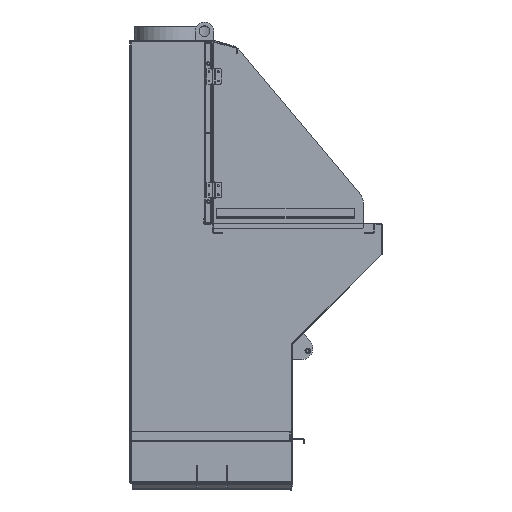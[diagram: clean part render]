
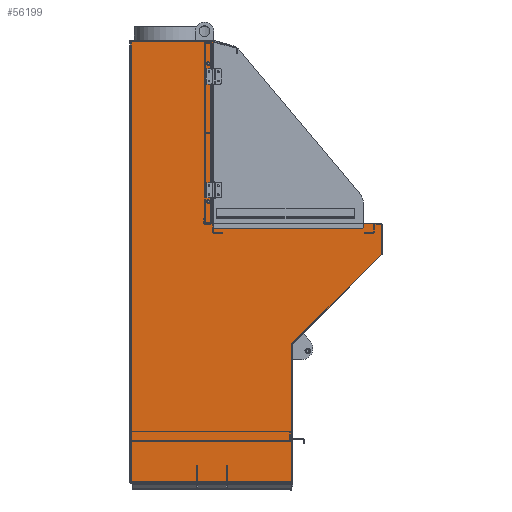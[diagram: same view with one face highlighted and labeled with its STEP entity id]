
A CAD part, left-side view. The second image highlights one B-rep face of the part: STEP entity #56199.
In plain terms, the highlighted planar face has unit normal (-1, 0, 0).
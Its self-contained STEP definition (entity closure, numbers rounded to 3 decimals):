
#444=FACE_BOUND('',#8080,.T.);
#445=FACE_BOUND('',#8081,.T.);
#446=FACE_BOUND('',#8082,.T.);
#447=FACE_BOUND('',#8083,.T.);
#1468=CIRCLE('',#60019,5.);
#1470=CIRCLE('',#60022,5.);
#1472=CIRCLE('',#60025,2.5);
#1475=CIRCLE('',#60031,2.5);
#4900=FACE_OUTER_BOUND('',#8079,.T.);
#8079=EDGE_LOOP('',(#46852,#46853,#46854,#46855,#46856,#46857,#46858,#46859,
#46860,#46861));
#8080=EDGE_LOOP('',(#46862,#46863));
#8081=EDGE_LOOP('',(#46864,#46865));
#8082=EDGE_LOOP('',(#46866));
#8083=EDGE_LOOP('',(#46867));
#14136=LINE('',#89423,#20407);
#14146=LINE('',#89448,#20417);
#14148=LINE('',#89454,#20419);
#14155=LINE('',#89473,#20426);
#14157=LINE('',#89488,#20428);
#14162=LINE('',#89499,#20433);
#14163=LINE('',#89500,#20434);
#14164=LINE('',#89501,#20435);
#14165=LINE('',#89504,#20436);
#14166=LINE('',#89507,#20437);
#20407=VECTOR('',#72952,10.);
#20417=VECTOR('',#72972,10.);
#20419=VECTOR('',#72978,10.);
#20426=VECTOR('',#72993,10.);
#20428=VECTOR('',#72997,10.);
#20433=VECTOR('',#73008,10.);
#20434=VECTOR('',#73009,10.);
#20435=VECTOR('',#73010,10.);
#20436=VECTOR('',#73011,10.);
#20437=VECTOR('',#73012,10.);
#25389=VERTEX_POINT('',#89398);
#25391=VERTEX_POINT('',#89404);
#25393=VERTEX_POINT('',#89410);
#25394=VERTEX_POINT('',#89411);
#25398=VERTEX_POINT('',#89421);
#25406=VERTEX_POINT('',#89441);
#25407=VERTEX_POINT('',#89443);
#25408=VERTEX_POINT('',#89447);
#25409=VERTEX_POINT('',#89451);
#25415=VERTEX_POINT('',#89464);
#25420=VERTEX_POINT('',#89477);
#25423=VERTEX_POINT('',#89498);
#25424=VERTEX_POINT('',#89502);
#25425=VERTEX_POINT('',#89503);
#25426=VERTEX_POINT('',#89505);
#25427=VERTEX_POINT('',#89506);
#32616=EDGE_CURVE('',#25389,#25389,#1468,.T.);
#32619=EDGE_CURVE('',#25391,#25391,#1470,.T.);
#32622=EDGE_CURVE('',#25393,#25394,#1472,.T.);
#32628=EDGE_CURVE('',#25393,#25398,#14136,.T.);
#32638=EDGE_CURVE('',#25406,#25407,#1475,.T.);
#32640=EDGE_CURVE('',#25408,#25407,#14146,.T.);
#32643=EDGE_CURVE('',#25398,#25409,#14148,.T.);
#32653=EDGE_CURVE('',#25415,#25408,#14155,.T.);
#32656=EDGE_CURVE('',#25409,#25420,#14157,.T.);
#32661=EDGE_CURVE('',#25420,#25423,#14162,.T.);
#32662=EDGE_CURVE('',#25423,#25415,#14163,.T.);
#32663=EDGE_CURVE('',#25394,#25406,#14164,.T.);
#32664=EDGE_CURVE('',#25424,#25425,#14165,.T.);
#32665=EDGE_CURVE('',#25426,#25427,#14166,.T.);
#46852=ORIENTED_EDGE('',*,*,#32622,.F.);
#46853=ORIENTED_EDGE('',*,*,#32628,.T.);
#46854=ORIENTED_EDGE('',*,*,#32643,.T.);
#46855=ORIENTED_EDGE('',*,*,#32656,.T.);
#46856=ORIENTED_EDGE('',*,*,#32661,.T.);
#46857=ORIENTED_EDGE('',*,*,#32662,.T.);
#46858=ORIENTED_EDGE('',*,*,#32653,.T.);
#46859=ORIENTED_EDGE('',*,*,#32640,.T.);
#46860=ORIENTED_EDGE('',*,*,#32638,.F.);
#46861=ORIENTED_EDGE('',*,*,#32663,.F.);
#46862=ORIENTED_EDGE('',*,*,#32664,.T.);
#46863=ORIENTED_EDGE('',*,*,#32664,.F.);
#46864=ORIENTED_EDGE('',*,*,#32665,.T.);
#46865=ORIENTED_EDGE('',*,*,#32665,.F.);
#46866=ORIENTED_EDGE('',*,*,#32616,.T.);
#46867=ORIENTED_EDGE('',*,*,#32619,.T.);
#50695=PLANE('',#60042);
#56199=ADVANCED_FACE('',(#4900,#444,#445,#446,#447),#50695,.F.);
#60019=AXIS2_PLACEMENT_3D('',#89399,#72928,#72929);
#60022=AXIS2_PLACEMENT_3D('',#89405,#72935,#72936);
#60025=AXIS2_PLACEMENT_3D('',#89412,#72942,#72943);
#60031=AXIS2_PLACEMENT_3D('',#89444,#72967,#72968);
#60042=AXIS2_PLACEMENT_3D('',#89497,#73006,#73007);
#72928=DIRECTION('center_axis',(1.,0.,0.));
#72929=DIRECTION('ref_axis',(0.,-1.,0.));
#72935=DIRECTION('center_axis',(1.,0.,0.));
#72936=DIRECTION('ref_axis',(0.,-1.,0.));
#72942=DIRECTION('center_axis',(1.,0.,0.));
#72943=DIRECTION('ref_axis',(0.,-0.707,0.707));
#72952=DIRECTION('',(0.,1.,0.));
#72967=DIRECTION('center_axis',(1.,0.,0.));
#72968=DIRECTION('ref_axis',(0.,-0.924,-0.383));
#72972=DIRECTION('',(0.,-0.707,0.707));
#72978=DIRECTION('',(0.,0.,1.));
#72993=DIRECTION('',(0.,0.,1.));
#72997=DIRECTION('',(0.,1.,0.));
#73006=DIRECTION('center_axis',(1.,0.,0.));
#73007=DIRECTION('ref_axis',(0.,-1.,0.));
#73008=DIRECTION('',(0.,0.,-1.));
#73009=DIRECTION('',(0.,-1.,0.));
#73010=DIRECTION('',(0.,0.,-1.));
#73011=DIRECTION('',(0.,1.,0.));
#73012=DIRECTION('',(0.,1.,0.));
#89398=CARTESIAN_POINT('',(-1000.,-252.5,922.));
#89399=CARTESIAN_POINT('Origin',(-1000.,-257.5,922.));
#89404=CARTESIAN_POINT('',(-1000.,-252.5,1374.));
#89405=CARTESIAN_POINT('Origin',(-1000.,-257.5,1374.));
#89410=CARTESIAN_POINT('',(-1000.,-822.5,850.));
#89411=CARTESIAN_POINT('',(-1000.,-825.,847.5));
#89412=CARTESIAN_POINT('Origin',(-1000.,-822.5,847.5));
#89421=CARTESIAN_POINT('',(-1000.,-275.,850.));
#89423=CARTESIAN_POINT('',(-1000.,-618.639,850.));
#89441=CARTESIAN_POINT('',(-1000.,-825.,751.036));
#89443=CARTESIAN_POINT('',(-1000.,-824.268,749.268));
#89444=CARTESIAN_POINT('Origin',(-1000.,-822.5,751.036));
#89447=CARTESIAN_POINT('',(-1000.,-530.,455.));
#89448=CARTESIAN_POINT('',(-1000.,-568.07,493.07));
#89451=CARTESIAN_POINT('',(-1000.,-275.,1444.6));
#89454=CARTESIAN_POINT('',(-1000.,-275.,787.5));
#89464=CARTESIAN_POINT('',(-1000.,-530.,5.4));
#89473=CARTESIAN_POINT('',(-1000.,-530.,362.5));
#89477=CARTESIAN_POINT('',(-1000.,-5.4,1444.6));
#89488=CARTESIAN_POINT('',(-1000.,-618.639,1444.6));
#89497=CARTESIAN_POINT('Origin',(-1000.,-412.278,725.));
#89498=CARTESIAN_POINT('',(-1000.,-5.4,5.4));
#89499=CARTESIAN_POINT('',(-1000.,-5.4,725.));
#89500=CARTESIAN_POINT('',(-1000.,-208.839,5.4));
#89501=CARTESIAN_POINT('',(-1000.,-825.,1450.));
#89502=CARTESIAN_POINT('',(-1000.,-270.67,1307.));
#89503=CARTESIAN_POINT('',(-1000.,-253.,1307.));
#89504=CARTESIAN_POINT('',(-1000.,-270.67,1307.));
#89505=CARTESIAN_POINT('',(-1000.,-270.67,935.));
#89506=CARTESIAN_POINT('',(-1000.,-253.,935.));
#89507=CARTESIAN_POINT('',(-1000.,-270.67,935.));
